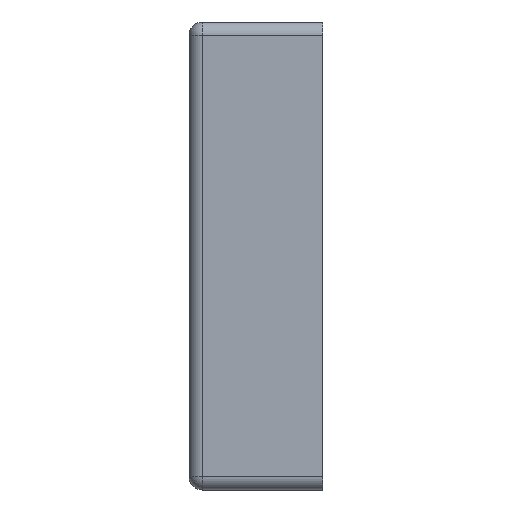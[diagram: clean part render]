
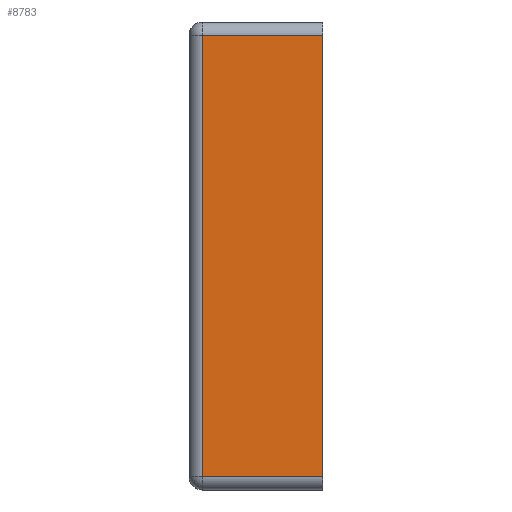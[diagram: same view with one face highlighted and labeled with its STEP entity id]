
A CAD part, left-side view. The second image highlights one B-rep face of the part: STEP entity #8783.
In plain terms, the highlighted planar face has unit normal (-1, 0, 0).
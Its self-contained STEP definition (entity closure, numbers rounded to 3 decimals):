
#43=DIRECTION('',(0.,0.,1.));
#44=VECTOR('',#43,66.);
#45=CARTESIAN_POINT('',(-300.,0.,2.));
#46=LINE('',#45,#44);
#3303=DIRECTION('',(0.,-1.,0.));
#3304=VECTOR('',#3303,18.);
#3305=CARTESIAN_POINT('',(-300.,18.,68.));
#3306=LINE('',#3305,#3304);
#3307=DIRECTION('',(0.,1.,0.));
#3308=VECTOR('',#3307,18.);
#3309=CARTESIAN_POINT('',(-300.,0.,2.));
#3310=LINE('',#3309,#3308);
#3311=DIRECTION('',(0.,0.,-1.));
#3312=VECTOR('',#3311,66.);
#3313=CARTESIAN_POINT('',(-300.,18.,68.));
#3314=LINE('',#3313,#3312);
#3455=CARTESIAN_POINT('',(-300.,0.,68.));
#3457=VERTEX_POINT('',#3455);
#3458=CARTESIAN_POINT('',(-300.,18.,68.));
#3459=VERTEX_POINT('',#3458);
#3460=CARTESIAN_POINT('',(-300.,18.,2.));
#3461=VERTEX_POINT('',#3460);
#3464=CARTESIAN_POINT('',(-300.,0.,2.));
#3466=VERTEX_POINT('',#3464);
#8770=CARTESIAN_POINT('',(-300.,20.,0.));
#8771=DIRECTION('',(-1.,0.,0.));
#8772=DIRECTION('',(0.,-1.,0.));
#8773=AXIS2_PLACEMENT_3D('',#8770,#8771,#8772);
#8774=PLANE('',#8773);
#8775=ORIENTED_EDGE('',*,*,#8762,.T.);
#8776=ORIENTED_EDGE('',*,*,#4151,.F.);
#8778=ORIENTED_EDGE('',*,*,#8777,.T.);
#8780=ORIENTED_EDGE('',*,*,#8779,.F.);
#8781=EDGE_LOOP('',(#8775,#8776,#8778,#8780));
#8782=FACE_OUTER_BOUND('',#8781,.F.);
#8783=ADVANCED_FACE('',(#8782),#8774,.T.);
#4151=EDGE_CURVE('',#3466,#3457,#46,.T.);
#8762=EDGE_CURVE('',#3459,#3457,#3306,.T.);
#8777=EDGE_CURVE('',#3466,#3461,#3310,.T.);
#8779=EDGE_CURVE('',#3459,#3461,#3314,.T.);
